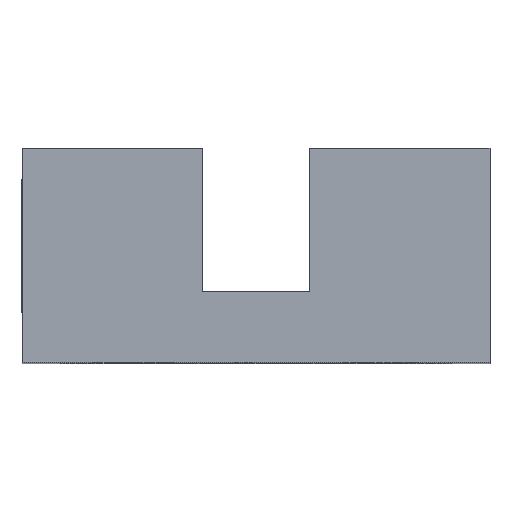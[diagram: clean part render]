
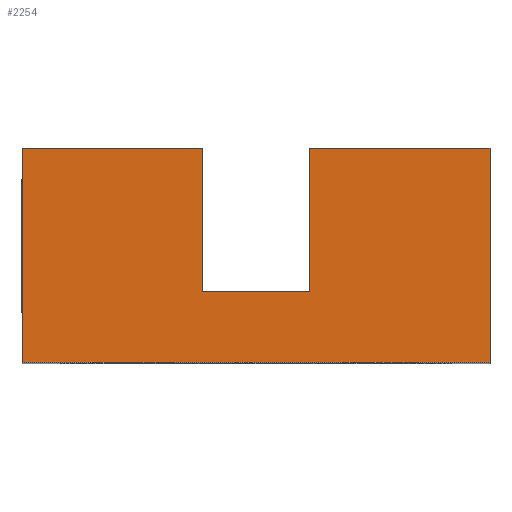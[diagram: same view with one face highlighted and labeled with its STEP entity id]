
A CAD part, top view. The second image highlights one B-rep face of the part: STEP entity #2254.
In plain terms, the highlighted planar face has unit normal (0, 0, 1).
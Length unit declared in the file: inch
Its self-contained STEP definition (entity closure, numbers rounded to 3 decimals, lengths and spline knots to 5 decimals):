
#6 = VERTEX_POINT ( 'NONE', #1861 ) ;
#23 = DIRECTION ( 'NONE',  ( 0., -1., 0. ) ) ;
#95 = LINE ( 'NONE', #2664, #2255 ) ;
#199 = AXIS2_PLACEMENT_3D ( 'NONE', #901, #1981, #703 ) ;
#202 = ORIENTED_EDGE ( 'NONE', *, *, #1427, .F. ) ;
#237 = LINE ( 'NONE', #1506, #1302 ) ;
#338 = CARTESIAN_POINT ( 'NONE',  ( -0.41, 0., 0.65 ) ) ;
#455 = VECTOR ( 'NONE', #1890, 39.37008 ) ;
#596 = DIRECTION ( 'NONE',  ( 0., -1., 0. ) ) ;
#703 = DIRECTION ( 'NONE',  ( -1., 0., 0. ) ) ;
#830 = LINE ( 'NONE', #1133, #1271 ) ;
#901 = CARTESIAN_POINT ( 'NONE',  ( -0.41, 0.125, 0.65 ) ) ;
#926 = ORIENTED_EDGE ( 'NONE', *, *, #1125, .F. ) ;
#968 = VECTOR ( 'NONE', #1189, 39.37008 ) ;
#993 = CARTESIAN_POINT ( 'NONE',  ( -0.41, 0.375, 0.65 ) ) ;
#995 = EDGE_CURVE ( 'NONE', #1965, #1147, #1574, .T. ) ;
#1001 = ORIENTED_EDGE ( 'NONE', *, *, #1494, .T. ) ;
#1065 = CARTESIAN_POINT ( 'NONE',  ( 0.41, 0.125, 0.65 ) ) ;
#1076 = VERTEX_POINT ( 'NONE', #2418 ) ;
#1125 = EDGE_CURVE ( 'NONE', #1721, #6, #2399, .T. ) ;
#1133 = CARTESIAN_POINT ( 'NONE',  ( -0.41, 0.375, 0.65 ) ) ;
#1141 = VECTOR ( 'NONE', #596, 39.37008 ) ;
#1147 = VERTEX_POINT ( 'NONE', #1314 ) ;
#1169 = CARTESIAN_POINT ( 'NONE',  ( -0.0945, 0.125, 0.65 ) ) ;
#1189 = DIRECTION ( 'NONE',  ( 1., 0., 0. ) ) ;
#1202 = VERTEX_POINT ( 'NONE', #1903 ) ;
#1250 = VECTOR ( 'NONE', #23, 39.37008 ) ;
#1262 = CARTESIAN_POINT ( 'NONE',  ( -0.0945, 0.375, 0.65 ) ) ;
#1271 = VECTOR ( 'NONE', #2388, 39.37008 ) ;
#1298 = EDGE_CURVE ( 'NONE', #2638, #1814, #95, .T. ) ;
#1302 = VECTOR ( 'NONE', #1718, 39.37008 ) ;
#1306 = EDGE_CURVE ( 'NONE', #1076, #1202, #2330, .T. ) ;
#1314 = CARTESIAN_POINT ( 'NONE',  ( -0.41, 0., 0.65 ) ) ;
#1391 = EDGE_CURVE ( 'NONE', #1076, #1721, #2498, .T. ) ;
#1427 = EDGE_CURVE ( 'NONE', #1965, #2638, #830, .T. ) ;
#1439 = DIRECTION ( 'NONE',  ( 0., -1., 0. ) ) ;
#1494 = EDGE_CURVE ( 'NONE', #1147, #6, #1564, .T. ) ;
#1506 = CARTESIAN_POINT ( 'NONE',  ( -0.41, 0.125, 0.65 ) ) ;
#1564 = LINE ( 'NONE', #338, #968 ) ;
#1567 = EDGE_CURVE ( 'NONE', #1814, #1202, #237, .T. ) ;
#1574 = LINE ( 'NONE', #1862, #455 ) ;
#1718 = DIRECTION ( 'NONE',  ( 1., 0., 0. ) ) ;
#1721 = VERTEX_POINT ( 'NONE', #1963 ) ;
#1771 = PLANE ( 'NONE',  #199 ) ;
#1805 = ORIENTED_EDGE ( 'NONE', *, *, #995, .T. ) ;
#1814 = VERTEX_POINT ( 'NONE', #1169 ) ;
#1861 = CARTESIAN_POINT ( 'NONE',  ( 0.41, 0., 0.65 ) ) ;
#1862 = CARTESIAN_POINT ( 'NONE',  ( -0.41, 0.125, 0.65 ) ) ;
#1890 = DIRECTION ( 'NONE',  ( 0., -1., 0. ) ) ;
#1903 = CARTESIAN_POINT ( 'NONE',  ( 0.0945, 0.125, 0.65 ) ) ;
#1909 = CARTESIAN_POINT ( 'NONE',  ( 0.41, 0.375, 0.65 ) ) ;
#1942 = ORIENTED_EDGE ( 'NONE', *, *, #1298, .F. ) ;
#1959 = VECTOR ( 'NONE', #2515, 39.37008 ) ;
#1963 = CARTESIAN_POINT ( 'NONE',  ( 0.41, 0.375, 0.65 ) ) ;
#1965 = VERTEX_POINT ( 'NONE', #993 ) ;
#1981 = DIRECTION ( 'NONE',  ( 0., 0., -1. ) ) ;
#2090 = ORIENTED_EDGE ( 'NONE', *, *, #1391, .F. ) ;
#2098 = ORIENTED_EDGE ( 'NONE', *, *, #1306, .T. ) ;
#2183 = FACE_OUTER_BOUND ( 'NONE', #2712, .T. ) ;
#2230 = ORIENTED_EDGE ( 'NONE', *, *, #1567, .F. ) ;
#2241 = CARTESIAN_POINT ( 'NONE',  ( 0.0945, 0.375, 0.65 ) ) ;
#2254 = ADVANCED_FACE ( 'NONE', ( #2183 ), #1771, .F. ) ;
#2255 = VECTOR ( 'NONE', #1439, 39.37008 ) ;
#2330 = LINE ( 'NONE', #2241, #1141 ) ;
#2388 = DIRECTION ( 'NONE',  ( 1., 0., 0. ) ) ;
#2399 = LINE ( 'NONE', #1065, #1250 ) ;
#2418 = CARTESIAN_POINT ( 'NONE',  ( 0.0945, 0.375, 0.65 ) ) ;
#2498 = LINE ( 'NONE', #1909, #1959 ) ;
#2515 = DIRECTION ( 'NONE',  ( 1., 0., 0. ) ) ;
#2638 = VERTEX_POINT ( 'NONE', #1262 ) ;
#2664 = CARTESIAN_POINT ( 'NONE',  ( -0.0945, 0.375, 0.65 ) ) ;
#2712 = EDGE_LOOP ( 'NONE', ( #1001, #926, #2090, #2098, #2230, #1942, #202, #1805 ) ) ;
